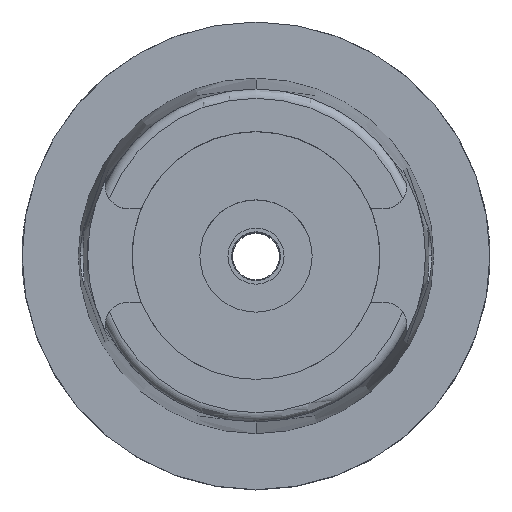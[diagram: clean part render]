
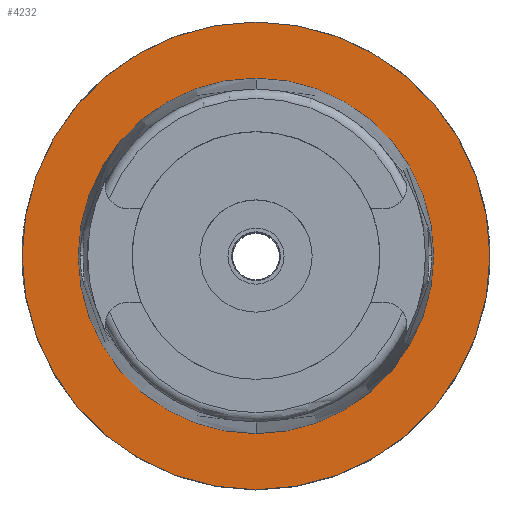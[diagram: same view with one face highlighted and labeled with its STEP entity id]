
A CAD part, top view. The second image highlights one B-rep face of the part: STEP entity #4232.
In plain terms, the highlighted planar face has unit normal (0, 0, 1).
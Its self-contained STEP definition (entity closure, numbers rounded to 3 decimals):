
#2097=CARTESIAN_POINT('',(0.,0.,0.));
#2098=DIRECTION('',(0.,0.,-1.));
#2099=DIRECTION('',(0.,-1.,0.));
#2100=AXIS2_PLACEMENT_3D('',#2097,#2098,#2099);
#2105=CARTESIAN_POINT('',(0.,0.,0.));
#2106=DIRECTION('',(0.,0.,-1.));
#2107=DIRECTION('',(0.,1.,0.));
#2108=AXIS2_PLACEMENT_3D('',#2105,#2106,#2107);
#2113=CARTESIAN_POINT('',(0.,0.,0.));
#2114=DIRECTION('',(0.,0.,1.));
#2115=DIRECTION('',(0.,-1.,0.));
#2116=AXIS2_PLACEMENT_3D('',#2113,#2114,#2115);
#2121=CARTESIAN_POINT('',(0.,0.,0.));
#2122=DIRECTION('',(0.,0.,1.));
#2123=DIRECTION('',(0.,1.,0.));
#2124=AXIS2_PLACEMENT_3D('',#2121,#2122,#2123);
#2421=CARTESIAN_POINT('',(0.,-38.,0.));
#2422=VERTEX_POINT('',#2421);
#2423=CARTESIAN_POINT('',(0.,38.,0.));
#2424=VERTEX_POINT('',#2423);
#2682=CARTESIAN_POINT('',(0.,50.,0.));
#2683=VERTEX_POINT('',#2682);
#2684=CARTESIAN_POINT('',(0.,-50.,0.));
#2685=VERTEX_POINT('',#2684);
#4219=CARTESIAN_POINT('',(0.,0.,0.));
#4220=DIRECTION('',(0.,0.,1.));
#4221=DIRECTION('',(0.,1.,0.));
#4222=AXIS2_PLACEMENT_3D('',#4219,#4220,#4221);
#4223=PLANE('',#4222);
#4224=ORIENTED_EDGE('',*,*,#3984,.T.);
#4225=ORIENTED_EDGE('',*,*,#4093,.T.);
#4226=EDGE_LOOP('',(#4224,#4225));
#4227=FACE_OUTER_BOUND('',#4226,.F.);
#4228=ORIENTED_EDGE('',*,*,#2920,.T.);
#4229=ORIENTED_EDGE('',*,*,#2891,.T.);
#4230=EDGE_LOOP('',(#4228,#4229));
#4231=FACE_BOUND('',#4230,.F.);
#2101=CIRCLE('',#2100,50.);
#2109=CIRCLE('',#2108,50.);
#2117=CIRCLE('',#2116,38.);
#2125=CIRCLE('',#2124,38.);
#2891=EDGE_CURVE('',#2424,#2422,#2125,.T.);
#2920=EDGE_CURVE('',#2422,#2424,#2117,.T.);
#3984=EDGE_CURVE('',#2685,#2683,#2101,.T.);
#4093=EDGE_CURVE('',#2683,#2685,#2109,.T.);
#4232=ADVANCED_FACE('',(#4227,#4231),#4223,.T.);
